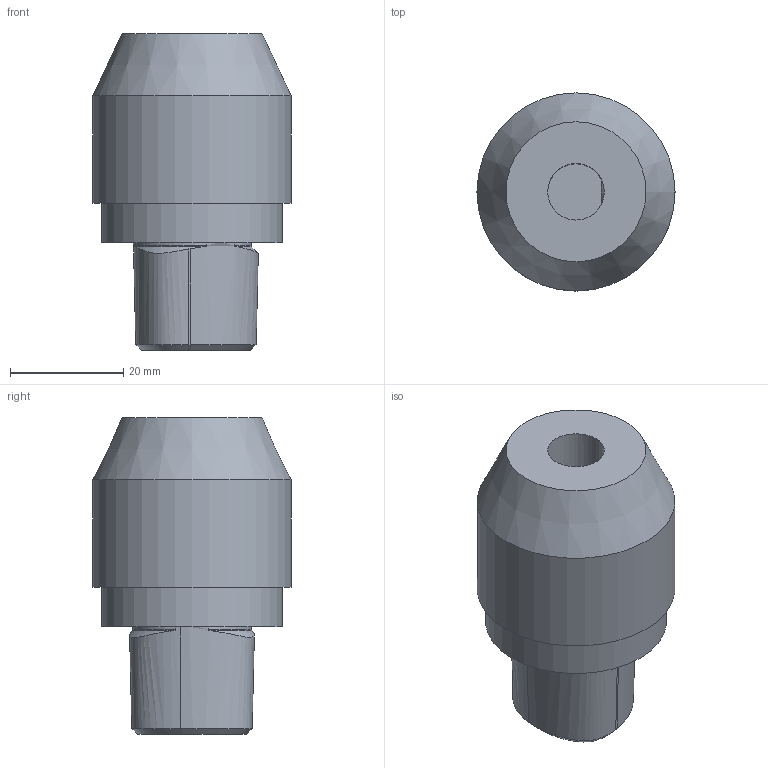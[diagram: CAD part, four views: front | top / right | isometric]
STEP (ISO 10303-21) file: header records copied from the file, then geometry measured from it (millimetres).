
FILE_DESCRIPTION(/* description */ (''),/* implementation_level */ '2;1');
FILE_NAME(/* name */ 'W9990593_A__specification_W9990593_Aussen_.stp',/* time_stamp */ '2013-08-27T10:05:45+02:00',/* author */ (''),/* organization */ (''),/* preprocessor_version */ 'ST-DEVELOPER v11',/* originating_system */ 'SIEMENS PLM Software NX 7.5',/* authorisation */ '');
FILE_SCHEMA (('AUTOMOTIVE_DESIGN { 1 0 10303 214 1 1 1 1 }'));
Length unit declared in the file: millimetre
Products named in the file (1): webeD5086j5h
Bounding box: 35 x 35 x 56 mm (x, y, z)
Volume: 35389.6 mm3; surface area: 7918.3 mm2
Topology: 1 solids, 1 shells, 34 faces, 78 edges, 50 vertices
Faces by surface type: plane 10, bspline 8, cone 7, torus 5, cylinder 4
Full cylindrical faces by diameter (mm): 10 x1, 21 x1, 32 x1, 35 x1
Entity records: 1530 total; most frequent: CARTESIAN_POINT 872, ORIENTED_EDGE 130, DIRECTION 106, EDGE_CURVE 65, AXIS2_PLACEMENT_3D 50, EDGE_LOOP 47, VERTEX_POINT 46, B_SPLINE_CURVE_WITH_KNOTS 36
